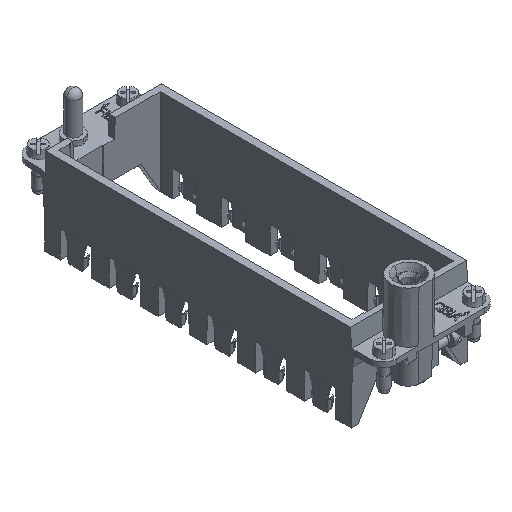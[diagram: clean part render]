
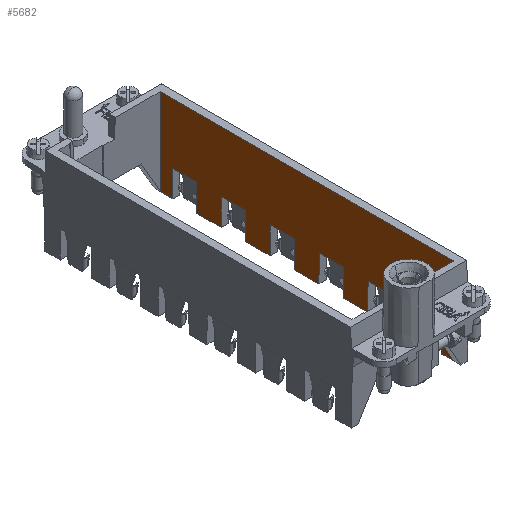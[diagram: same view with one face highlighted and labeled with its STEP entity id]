
A CAD part, isometric view. The second image highlights one B-rep face of the part: STEP entity #5682.
In plain terms, the highlighted face is planar.
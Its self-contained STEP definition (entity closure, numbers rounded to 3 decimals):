
#245=CARTESIAN_POINT('',(-75.501,4.201,-32.45));
#246=VERTEX_POINT('',#245);
#253=CARTESIAN_POINT('',(-82.699,4.201,-32.45));
#254=VERTEX_POINT('',#253);
#255=CARTESIAN_POINT('',(-12408.075,4.201,-32.45));
#256=DIRECTION('',(1.,-0.,-0.));
#257=VECTOR('',#256,24690.);
#258=LINE('',#255,#257);
#259=EDGE_CURVE('',#254,#246,#258,.T.);
#1127=CARTESIAN_POINT('',(-46.101,4.201,-32.45));
#1128=VERTEX_POINT('',#1127);
#1145=CARTESIAN_POINT('',(-46.03,-3.899,-32.45));
#1146=VERTEX_POINT('',#1145);
#1153=CARTESIAN_POINT('',(61.608,-12337.958,-32.45));
#1154=DIRECTION('',(-0.009,1.,0.));
#1155=VECTOR('',#1154,24690.);
#1156=LINE('',#1153,#1155);
#1157=EDGE_CURVE('',#1146,#1128,#1156,.T.);
#1250=CARTESIAN_POINT('',(-53.299,4.201,-32.45));
#1251=VERTEX_POINT('',#1250);
#1252=CARTESIAN_POINT('',(-12393.375,4.201,-32.45));
#1253=DIRECTION('',(1.,-0.,-0.));
#1254=VECTOR('',#1253,24690.);
#1255=LINE('',#1252,#1254);
#1256=EDGE_CURVE('',#1251,#1128,#1255,.T.);
#1694=CARTESIAN_POINT('',(-82.77,-3.899,-32.45));
#1695=VERTEX_POINT('',#1694);
#1696=CARTESIAN_POINT('',(-90.13,-3.899,-32.45));
#1697=VERTEX_POINT('',#1696);
#1698=CARTESIAN_POINT('',(12263.987,-3.899,-32.45));
#1699=DIRECTION('',(-1.,0.,0.));
#1700=VECTOR('',#1699,24690.);
#1701=LINE('',#1698,#1700);
#1702=EDGE_CURVE('',#1695,#1697,#1701,.T.);
#2032=CARTESIAN_POINT('',(-97.399,4.201,-32.45));
#2033=VERTEX_POINT('',#2032);
#2040=CARTESIAN_POINT('',(-97.47,-3.899,-32.45));
#2041=VERTEX_POINT('',#2040);
#2042=CARTESIAN_POINT('',(10.353,12351.359,-32.45));
#2043=DIRECTION('',(-0.009,-1.,-0.));
#2044=VECTOR('',#2043,24690.);
#2045=LINE('',#2042,#2044);
#2046=EDGE_CURVE('',#2033,#2041,#2045,.T.);
#2153=CARTESIAN_POINT('',(-104.901,4.201,-32.45));
#2154=VERTEX_POINT('',#2153);
#2171=CARTESIAN_POINT('',(-104.83,-3.899,-32.45));
#2172=VERTEX_POINT('',#2171);
#2179=CARTESIAN_POINT('',(2.81,-12338.214,-32.45));
#2180=DIRECTION('',(-0.009,1.,0.));
#2181=VECTOR('',#2180,24690.);
#2182=LINE('',#2179,#2181);
#2183=EDGE_CURVE('',#2172,#2154,#2182,.T.);
#2196=CARTESIAN_POINT('',(-112.099,4.201,-32.45));
#2197=VERTEX_POINT('',#2196);
#2204=CARTESIAN_POINT('',(-112.167,-3.528,-32.45));
#2205=VERTEX_POINT('',#2204);
#2206=CARTESIAN_POINT('',(-4.347,12351.423,-32.45));
#2207=DIRECTION('',(-0.009,-1.,-0.));
#2208=VECTOR('',#2207,24690.);
#2209=LINE('',#2206,#2208);
#2210=EDGE_CURVE('',#2197,#2205,#2209,.T.);
#2284=CARTESIAN_POINT('',(-31.401,4.201,-32.45));
#2285=VERTEX_POINT('',#2284);
#2310=CARTESIAN_POINT('',(-31.333,-3.528,-32.45));
#2311=VERTEX_POINT('',#2310);
#2318=CARTESIAN_POINT('',(76.307,-12337.894,-32.45));
#2319=DIRECTION('',(-0.009,1.,0.));
#2320=VECTOR('',#2319,24690.);
#2321=LINE('',#2318,#2320);
#2322=EDGE_CURVE('',#2311,#2285,#2321,.T.);
#2419=CARTESIAN_POINT('',(-38.599,4.201,-32.45));
#2420=VERTEX_POINT('',#2419);
#2427=CARTESIAN_POINT('',(-38.67,-3.899,-32.45));
#2428=VERTEX_POINT('',#2427);
#2429=CARTESIAN_POINT('',(69.151,12351.102,-32.45));
#2430=DIRECTION('',(-0.009,-1.,-0.));
#2431=VECTOR('',#2430,24690.);
#2432=LINE('',#2429,#2431);
#2433=EDGE_CURVE('',#2420,#2428,#2432,.T.);
#2564=CARTESIAN_POINT('',(-67.999,4.201,-32.45));
#2565=VERTEX_POINT('',#2564);
#2572=CARTESIAN_POINT('',(-68.07,-3.899,-32.45));
#2573=VERTEX_POINT('',#2572);
#2574=CARTESIAN_POINT('',(39.752,12351.23,-32.45));
#2575=DIRECTION('',(-0.009,-1.,-0.));
#2576=VECTOR('',#2575,24690.);
#2577=LINE('',#2574,#2576);
#2578=EDGE_CURVE('',#2565,#2573,#2577,.T.);
#3310=CARTESIAN_POINT('',(-53.37,-3.899,-32.45));
#3311=VERTEX_POINT('',#3310);
#3312=CARTESIAN_POINT('',(-60.73,-3.899,-32.45));
#3313=VERTEX_POINT('',#3312);
#3314=CARTESIAN_POINT('',(12278.687,-3.899,-32.45));
#3315=DIRECTION('',(-1.,0.,0.));
#3316=VECTOR('',#3315,24690.);
#3317=LINE('',#3314,#3316);
#3318=EDGE_CURVE('',#3311,#3313,#3317,.T.);
#3360=CARTESIAN_POINT('',(-75.43,-3.899,-32.45));
#3361=VERTEX_POINT('',#3360);
#3368=CARTESIAN_POINT('',(32.209,-12338.086,-32.45));
#3369=DIRECTION('',(-0.009,1.,0.));
#3370=VECTOR('',#3369,24690.);
#3371=LINE('',#3368,#3370);
#3372=EDGE_CURVE('',#3361,#246,#3371,.T.);
#3392=CARTESIAN_POINT('',(-12422.775,4.201,-32.45));
#3393=DIRECTION('',(1.,-0.,-0.));
#3394=VECTOR('',#3393,24690.);
#3395=LINE('',#3392,#3394);
#3396=EDGE_CURVE('',#2197,#2154,#3395,.T.);
#4382=CARTESIAN_POINT('',(-90.201,4.201,-32.45));
#4383=VERTEX_POINT('',#4382);
#4390=CARTESIAN_POINT('',(-12415.425,4.201,-32.45));
#4391=DIRECTION('',(1.,-0.,-0.));
#4392=VECTOR('',#4391,24690.);
#4393=LINE('',#4390,#4392);
#4394=EDGE_CURVE('',#2033,#4383,#4393,.T.);
#4445=CARTESIAN_POINT('',(-12386.025,4.201,-32.45));
#4446=DIRECTION('',(1.,-0.,-0.));
#4447=VECTOR('',#4446,24690.);
#4448=LINE('',#4445,#4447);
#4449=EDGE_CURVE('',#2420,#2285,#4448,.T.);
#4491=CARTESIAN_POINT('',(12286.037,-3.899,-32.45));
#4492=DIRECTION('',(-1.,0.,0.));
#4493=VECTOR('',#4492,24690.);
#4494=LINE('',#4491,#4493);
#4495=EDGE_CURVE('',#2428,#1146,#4494,.T.);
#5577=CARTESIAN_POINT('',(-42.35,9.076,-32.45));
#5578=DIRECTION('',(-0.,0.,-1.));
#5579=DIRECTION('',(-1.,0.,0.));
#5580=AXIS2_PLACEMENT_3D('',#5577,#5578,#5579);
#5581=PLANE('',#5580);
#5582=CARTESIAN_POINT('',(-27.65,22.301,-32.45));
#5583=VERTEX_POINT('',#5582);
#5584=CARTESIAN_POINT('',(-115.85,22.301,-32.45));
#5585=VERTEX_POINT('',#5584);
#5586=CARTESIAN_POINT('',(12309.821,22.301,-32.45));
#5587=DIRECTION('',(-1.,-0.,0.));
#5588=VECTOR('',#5587,24690.);
#5589=LINE('',#5586,#5588);
#5590=EDGE_CURVE('',#5583,#5585,#5589,.T.);
#5591=ORIENTED_EDGE('',*,*,#5590,.T.);
#5592=CARTESIAN_POINT('',(-115.85,-3.528,-32.45));
#5593=VERTEX_POINT('',#5592);
#5594=CARTESIAN_POINT('',(-115.85,12353.963,-32.45));
#5595=DIRECTION('',(-0.,-1.,-0.));
#5596=VECTOR('',#5595,24690.);
#5597=LINE('',#5594,#5596);
#5598=EDGE_CURVE('',#5585,#5593,#5597,.T.);
#5599=ORIENTED_EDGE('',*,*,#5598,.T.);
#5600=CARTESIAN_POINT('',(-12424.739,-3.528,-32.45));
#5601=DIRECTION('',(1.,-0.,-0.));
#5602=VECTOR('',#5601,24690.);
#5603=LINE('',#5600,#5602);
#5604=EDGE_CURVE('',#5593,#2205,#5603,.T.);
#5605=ORIENTED_EDGE('',*,*,#5604,.T.);
#5606=ORIENTED_EDGE('',*,*,#2210,.F.);
#5607=ORIENTED_EDGE('',*,*,#3396,.T.);
#5608=ORIENTED_EDGE('',*,*,#2183,.F.);
#5609=CARTESIAN_POINT('',(12256.637,-3.899,-32.45));
#5610=DIRECTION('',(-1.,0.,0.));
#5611=VECTOR('',#5610,24690.);
#5612=LINE('',#5609,#5611);
#5613=EDGE_CURVE('',#2041,#2172,#5612,.T.);
#5614=ORIENTED_EDGE('',*,*,#5613,.F.);
#5615=ORIENTED_EDGE('',*,*,#2046,.F.);
#5616=ORIENTED_EDGE('',*,*,#4394,.T.);
#5617=CARTESIAN_POINT('',(17.509,-12338.15,-32.45));
#5618=DIRECTION('',(-0.009,1.,0.));
#5619=VECTOR('',#5618,24690.);
#5620=LINE('',#5617,#5619);
#5621=EDGE_CURVE('',#1697,#4383,#5620,.T.);
#5622=ORIENTED_EDGE('',*,*,#5621,.F.);
#5623=ORIENTED_EDGE('',*,*,#1702,.F.);
#5624=CARTESIAN_POINT('',(25.052,12351.294,-32.45));
#5625=DIRECTION('',(-0.009,-1.,-0.));
#5626=VECTOR('',#5625,24690.);
#5627=LINE('',#5624,#5626);
#5628=EDGE_CURVE('',#254,#1695,#5627,.T.);
#5629=ORIENTED_EDGE('',*,*,#5628,.F.);
#5630=ORIENTED_EDGE('',*,*,#259,.T.);
#5631=ORIENTED_EDGE('',*,*,#3372,.F.);
#5632=CARTESIAN_POINT('',(12271.337,-3.899,-32.45));
#5633=DIRECTION('',(-1.,0.,0.));
#5634=VECTOR('',#5633,24690.);
#5635=LINE('',#5632,#5634);
#5636=EDGE_CURVE('',#2573,#3361,#5635,.T.);
#5637=ORIENTED_EDGE('',*,*,#5636,.F.);
#5638=ORIENTED_EDGE('',*,*,#2578,.F.);
#5639=CARTESIAN_POINT('',(-60.801,4.201,-32.45));
#5640=VERTEX_POINT('',#5639);
#5641=CARTESIAN_POINT('',(-12400.725,4.201,-32.45));
#5642=DIRECTION('',(1.,-0.,-0.));
#5643=VECTOR('',#5642,24690.);
#5644=LINE('',#5641,#5643);
#5645=EDGE_CURVE('',#2565,#5640,#5644,.T.);
#5646=ORIENTED_EDGE('',*,*,#5645,.T.);
#5647=CARTESIAN_POINT('',(46.908,-12338.022,-32.45));
#5648=DIRECTION('',(-0.009,1.,0.));
#5649=VECTOR('',#5648,24690.);
#5650=LINE('',#5647,#5649);
#5651=EDGE_CURVE('',#3313,#5640,#5650,.T.);
#5652=ORIENTED_EDGE('',*,*,#5651,.F.);
#5653=ORIENTED_EDGE('',*,*,#3318,.F.);
#5654=CARTESIAN_POINT('',(54.451,12351.166,-32.45));
#5655=DIRECTION('',(-0.009,-1.,-0.));
#5656=VECTOR('',#5655,24690.);
#5657=LINE('',#5654,#5656);
#5658=EDGE_CURVE('',#1251,#3311,#5657,.T.);
#5659=ORIENTED_EDGE('',*,*,#5658,.F.);
#5660=ORIENTED_EDGE('',*,*,#1256,.T.);
#5661=ORIENTED_EDGE('',*,*,#1157,.F.);
#5662=ORIENTED_EDGE('',*,*,#4495,.F.);
#5663=ORIENTED_EDGE('',*,*,#2433,.F.);
#5664=ORIENTED_EDGE('',*,*,#4449,.T.);
#5665=ORIENTED_EDGE('',*,*,#2322,.F.);
#5666=CARTESIAN_POINT('',(-27.65,-3.528,-32.45));
#5667=VERTEX_POINT('',#5666);
#5668=CARTESIAN_POINT('',(-12379.769,-3.528,-32.45));
#5669=DIRECTION('',(1.,-0.,-0.));
#5670=VECTOR('',#5669,24690.);
#5671=LINE('',#5668,#5670);
#5672=EDGE_CURVE('',#2311,#5667,#5671,.T.);
#5673=ORIENTED_EDGE('',*,*,#5672,.T.);
#5674=CARTESIAN_POINT('',(-27.65,12353.963,-32.45));
#5675=DIRECTION('',(-0.,-1.,-0.));
#5676=VECTOR('',#5675,24690.);
#5677=LINE('',#5674,#5676);
#5678=EDGE_CURVE('',#5583,#5667,#5677,.T.);
#5679=ORIENTED_EDGE('',*,*,#5678,.F.);
#5680=EDGE_LOOP('',(#5591,#5599,#5605,#5606,#5607,#5608,#5614,#5615,#5616,#5622,#5623,#5629,#5630,#5631,#5637,#5638,#5646,#5652,#5653,#5659,#5660,#5661,#5662,#5663,#5664,#5665,
#5673,#5679));
#5681=FACE_BOUND('',#5680,.T.);
#5682=ADVANCED_FACE('',(#5681),#5581,.F.);
